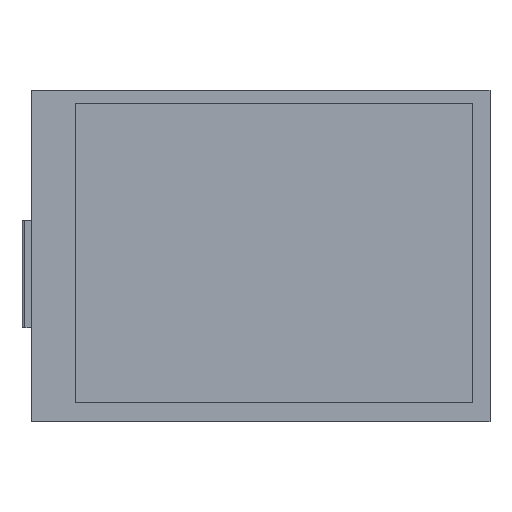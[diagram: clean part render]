
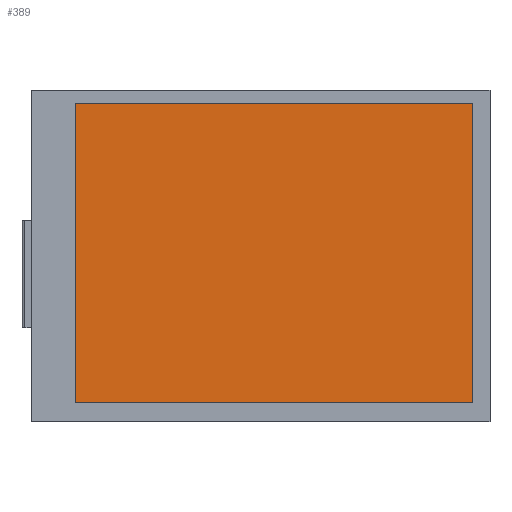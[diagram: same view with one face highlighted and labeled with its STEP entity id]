
A CAD part, top view. The second image highlights one B-rep face of the part: STEP entity #389.
In plain terms, the highlighted planar face has unit normal (0, 0, 1).
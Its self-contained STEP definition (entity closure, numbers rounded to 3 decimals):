
#93 = EDGE_CURVE ( 'NONE', #2349, #1260, #2212, .T. ) ;
#131 = LINE ( 'NONE', #863, #1189 ) ;
#157 = DIRECTION ( 'NONE',  ( -1., 0., 0. ) ) ;
#184 = LINE ( 'NONE', #2361, #721 ) ;
#230 = EDGE_CURVE ( 'NONE', #1260, #1518, #131, .T. ) ;
#253 = CARTESIAN_POINT ( 'NONE',  ( 20.7, 10.38, 8.4 ) ) ;
#284 = PLANE ( 'NONE',  #889 ) ;
#389 = ADVANCED_FACE ( 'NONE', ( #2332 ), #284, .F. ) ;
#498 = CARTESIAN_POINT ( 'NONE',  ( 0., 0., 8.4 ) ) ;
#545 = EDGE_CURVE ( 'NONE', #2076, #2349, #184, .T. ) ;
#593 = CARTESIAN_POINT ( 'NONE',  ( -20.7, 10.38, 8.4 ) ) ;
#612 = CARTESIAN_POINT ( 'NONE',  ( -20.7, 41.62, 8.4 ) ) ;
#721 = VECTOR ( 'NONE', #1450, 1000. ) ;
#731 = VECTOR ( 'NONE', #964, 1000. ) ;
#751 = LINE ( 'NONE', #1408, #1474 ) ;
#821 = ORIENTED_EDGE ( 'NONE', *, *, #230, .T. ) ;
#863 = CARTESIAN_POINT ( 'NONE',  ( 20.7, 10.38, 8.4 ) ) ;
#889 = AXIS2_PLACEMENT_3D ( 'NONE', #498, #1790, #157 ) ;
#948 = ORIENTED_EDGE ( 'NONE', *, *, #545, .T. ) ;
#964 = DIRECTION ( 'NONE',  ( 1., 0., 0. ) ) ;
#1043 = EDGE_CURVE ( 'NONE', #1518, #2076, #751, .T. ) ;
#1189 = VECTOR ( 'NONE', #1250, 1000. ) ;
#1250 = DIRECTION ( 'NONE',  ( 0., 1., 0. ) ) ;
#1260 = VERTEX_POINT ( 'NONE', #253 ) ;
#1318 = EDGE_LOOP ( 'NONE', ( #821, #1896, #948, #2286 ) ) ;
#1408 = CARTESIAN_POINT ( 'NONE',  ( -20.7, 41.62, 8.4 ) ) ;
#1430 = CARTESIAN_POINT ( 'NONE',  ( 20.7, 41.62, 8.4 ) ) ;
#1450 = DIRECTION ( 'NONE',  ( 0., -1., 0. ) ) ;
#1474 = VECTOR ( 'NONE', #1975, 1000. ) ;
#1518 = VERTEX_POINT ( 'NONE', #1430 ) ;
#1639 = CARTESIAN_POINT ( 'NONE',  ( -20.7, 10.38, 8.4 ) ) ;
#1790 = DIRECTION ( 'NONE',  ( 0., 0., -1. ) ) ;
#1896 = ORIENTED_EDGE ( 'NONE', *, *, #1043, .T. ) ;
#1975 = DIRECTION ( 'NONE',  ( -1., 0., 0. ) ) ;
#2076 = VERTEX_POINT ( 'NONE', #612 ) ;
#2212 = LINE ( 'NONE', #593, #731 ) ;
#2286 = ORIENTED_EDGE ( 'NONE', *, *, #93, .T. ) ;
#2332 = FACE_OUTER_BOUND ( 'NONE', #1318, .T. ) ;
#2349 = VERTEX_POINT ( 'NONE', #1639 ) ;
#2361 = CARTESIAN_POINT ( 'NONE',  ( -20.7, 10.38, 8.4 ) ) ;
